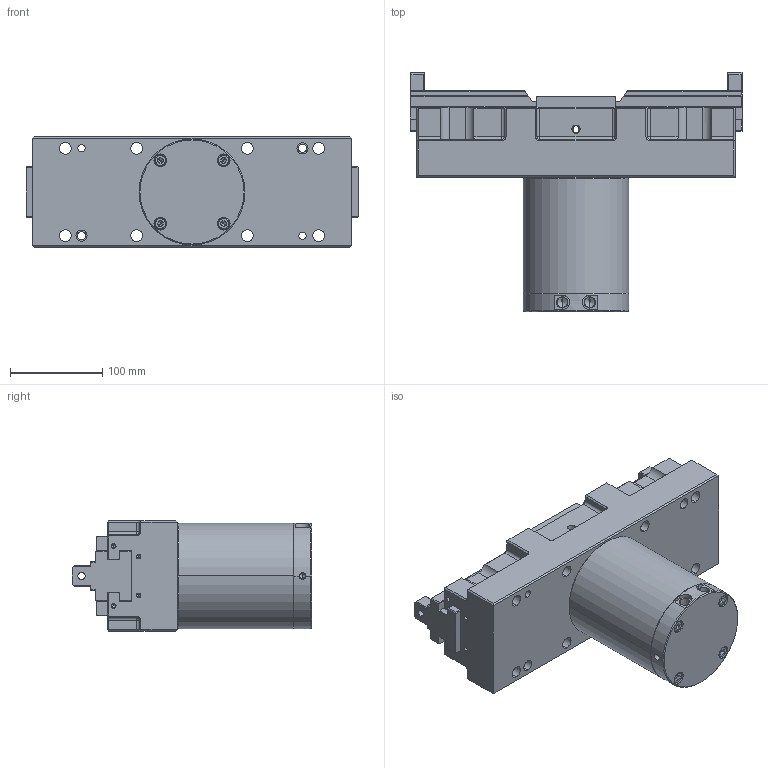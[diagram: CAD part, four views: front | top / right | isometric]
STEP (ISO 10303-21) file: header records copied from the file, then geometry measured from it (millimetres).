
FILE_DESCRIPTION (( 'STEP AP203' ), '1' );
FILE_NAME ('CP-70外觀參考.STEP', '2016-05-10T02:53:04', ( 'temp' ), ( '' ), 'SwSTEP 2.0', 'SolidWorks 2015', '' );
FILE_SCHEMA (( 'CONFIG_CONTROL_DESIGN' ));
Length unit declared in the file: millimetre
Products named in the file (8): CP-70 防塵蓋; M5x16; M8x150; CP-70外觀參考; CP-70 本體; CP-70 主爪; CP-70 缸體; CP-70 缸蓋
Assembly tree (14 placements, depth 2):
  CP-70外觀參考
    CP-70 本體
    CP-70 主爪  x2
    CP-70 缸體
    CP-70 缸蓋
    CP-70 防塵蓋
    M5x16  x4
    M8x150  x4
Bounding box: 360.48 x 260 x 120 mm (x, y, z)
Volume: 4455403.8 mm3; surface area: 473718.3 mm2
Topology: 14 solids, 14 shells, 850 faces, 2035 edges, 1230 vertices
Faces by surface type: plane 419, cylinder 278, cone 145, sphere 8
Entity records: 19060 total; most frequent: CARTESIAN_POINT 3443, DIRECTION 3210, ORIENTED_EDGE 2866, EDGE_CURVE 1433, AXIS2_PLACEMENT_3D 1184, VERTEX_POINT 899, LINE 842, VECTOR 842
